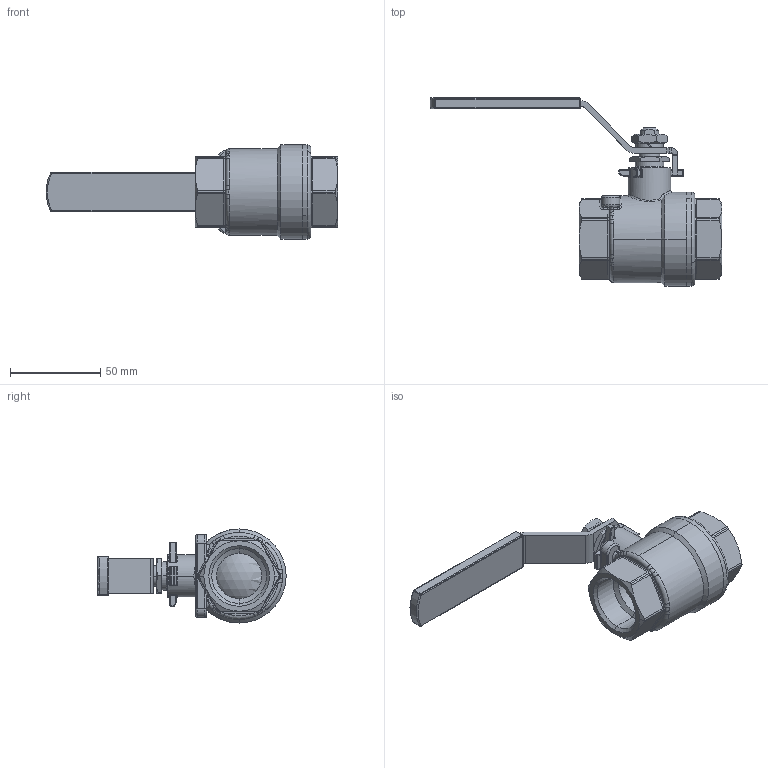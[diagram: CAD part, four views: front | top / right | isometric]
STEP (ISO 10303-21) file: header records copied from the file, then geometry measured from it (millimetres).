
FILE_DESCRIPTION((''),'2;1');
FILE_NAME('ÔÁ39 330 025 700.stp','2012-02-03T15:34:13',('Ãîíòàðåâ ÏÃ'),(''),'Autodesk Inventor 9','Autodesk Inventor 9','');
FILE_SCHEMA(('AUTOMOTIVE_DESIGN { 1 2 10303 214 0 1 1 1 }'));
Length unit declared in the file: millimetre
Products named in the file (17): 埡39 330 025 700; 埡39 330 025 706; 砎鍕罻 DN25_700; Êîëüöî330_25_700_íèæ; 崶鴈麧錪; Ñåäëî330_025_700; 埡39 330 025 707; Âòóëêà ðåçüáîâàÿ 330_025; 埡39 330 025 710; 埡39 330 025 721; ﾐ珞330_025_700; 埡39 330 025 712; 埡39 330 025 711; 埡39 330 025 709; Øàéáà 8 # ÃÎÑÒ 6402-70 Èñïîëíåíèå 1; Ãàéêà M10 # ÃÎÑÒ 5916-70 Èñïîëíåíèå 1; 埡39 330 025 703
Assembly tree (17 placements, depth 3):
  埡39 330 025 700
    埡39 330 025 706
    砎鍕罻 DN25_700
    Êîëüöî330_25_700_íèæ
    崶鴈麧錪
    Ñåäëî330_025_700  x2
    埡39 330 025 707
    Âòóëêà ðåçüáîâàÿ 330_025
    埡39 330 025 710
      埡39 330 025 721
      ﾐ珞330_025_700
    埡39 330 025 712
    埡39 330 025 711
    埡39 330 025 709
    Øàéáà 8 # ÃÎÑÒ 6402-70 Èñïîëíåíèå 1
    Ãàéêà M10 # ÃÎÑÒ 5916-70 Èñïîëíåíèå 1
    埡39 330 025 703
Bounding box: 161.36 x 104.12 x 52 mm (x, y, z)
Volume: 111409.9 mm3; surface area: 64321.6 mm2
Topology: 16 solids, 16 shells, 770 faces, 1874 edges, 1130 vertices
Faces by surface type: cylinder 321, plane 195, bspline 122, cone 87, torus 23, sphere 22
Entity records: 26979 total; most frequent: CARTESIAN_POINT 9136, DIRECTION 3778, ORIENTED_EDGE 3624, EDGE_CURVE 1812, AXIS2_PLACEMENT_3D 1515, VERTEX_POINT 1114, CIRCLE 823, EDGE_LOOP 814
